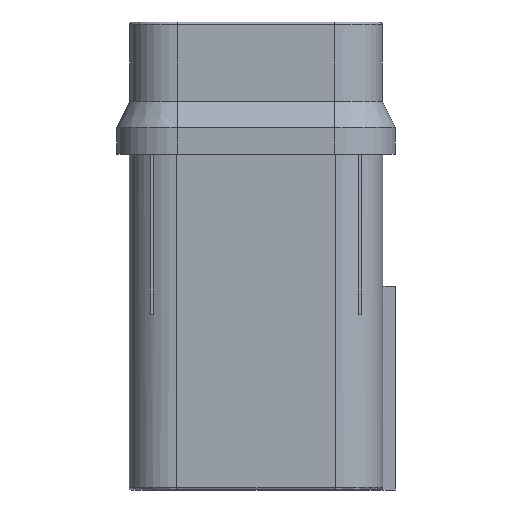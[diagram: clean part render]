
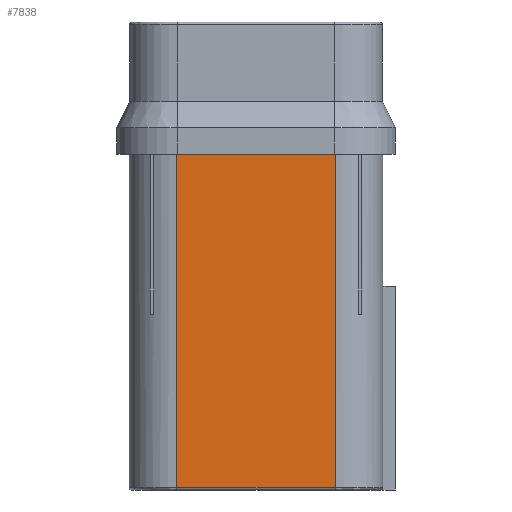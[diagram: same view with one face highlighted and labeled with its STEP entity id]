
A CAD part, front view. The second image highlights one B-rep face of the part: STEP entity #7838.
In plain terms, the highlighted planar face has unit normal (0, -1, 0).
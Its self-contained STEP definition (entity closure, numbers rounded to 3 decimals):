
#183 = DIRECTION ( 'NONE',  ( 0., 0., -1. ) ) ;
#457 = VERTEX_POINT ( 'NONE', #930 ) ;
#930 = CARTESIAN_POINT ( 'NONE',  ( -3., -3.5, 0.1 ) ) ;
#1195 = ORIENTED_EDGE ( 'NONE', *, *, #11560, .T. ) ;
#1695 = VERTEX_POINT ( 'NONE', #15936 ) ;
#1972 = EDGE_CURVE ( 'NONE', #13558, #11644, #7297, .T. ) ;
#2774 = VECTOR ( 'NONE', #183, 1000. ) ;
#2817 = DIRECTION ( 'NONE',  ( 1., 0., 0. ) ) ;
#3555 = DIRECTION ( 'NONE',  ( -1., 0., 0. ) ) ;
#3940 = ORIENTED_EDGE ( 'NONE', *, *, #9736, .T. ) ;
#4353 = CARTESIAN_POINT ( 'NONE',  ( 3., -3.5, 12.7 ) ) ;
#5757 = PLANE ( 'NONE',  #11653 ) ;
#6340 = EDGE_LOOP ( 'NONE', ( #7030, #16917, #1195, #3940 ) ) ;
#6378 = CARTESIAN_POINT ( 'NONE',  ( 3., -3.5, 12.7 ) ) ;
#6910 = LINE ( 'NONE', #12435, #10574 ) ;
#7030 = ORIENTED_EDGE ( 'NONE', *, *, #1972, .T. ) ;
#7194 = DIRECTION ( 'NONE',  ( 0., -1., 0. ) ) ;
#7297 = LINE ( 'NONE', #6378, #10534 ) ;
#7838 = ADVANCED_FACE ( 'NONE', ( #7909 ), #5757, .T. ) ;
#7909 = FACE_OUTER_BOUND ( 'NONE', #6340, .T. ) ;
#9736 = EDGE_CURVE ( 'NONE', #457, #13558, #6910, .T. ) ;
#9777 = CARTESIAN_POINT ( 'NONE',  ( -3., -3.5, 12.7 ) ) ;
#10073 = LINE ( 'NONE', #9777, #2774 ) ;
#10522 = CARTESIAN_POINT ( 'NONE',  ( 3., -3.5, 0.1 ) ) ;
#10534 = VECTOR ( 'NONE', #16011, 1000. ) ;
#10574 = VECTOR ( 'NONE', #2817, 1000. ) ;
#11560 = EDGE_CURVE ( 'NONE', #1695, #457, #10073, .T. ) ;
#11644 = VERTEX_POINT ( 'NONE', #4353 ) ;
#11653 = AXIS2_PLACEMENT_3D ( 'NONE', #15447, #7194, #16812 ) ;
#12353 = EDGE_CURVE ( 'NONE', #11644, #1695, #13044, .T. ) ;
#12435 = CARTESIAN_POINT ( 'NONE',  ( 3., -3.5, 0.1 ) ) ;
#13044 = LINE ( 'NONE', #14371, #16681 ) ;
#13558 = VERTEX_POINT ( 'NONE', #10522 ) ;
#14371 = CARTESIAN_POINT ( 'NONE',  ( 3., -3.5, 12.7 ) ) ;
#15447 = CARTESIAN_POINT ( 'NONE',  ( 3., -3.5, 12.7 ) ) ;
#15936 = CARTESIAN_POINT ( 'NONE',  ( -3., -3.5, 12.7 ) ) ;
#16011 = DIRECTION ( 'NONE',  ( 0., 0., 1. ) ) ;
#16681 = VECTOR ( 'NONE', #3555, 1000. ) ;
#16812 = DIRECTION ( 'NONE',  ( 0., 0., -1. ) ) ;
#16917 = ORIENTED_EDGE ( 'NONE', *, *, #12353, .T. ) ;
